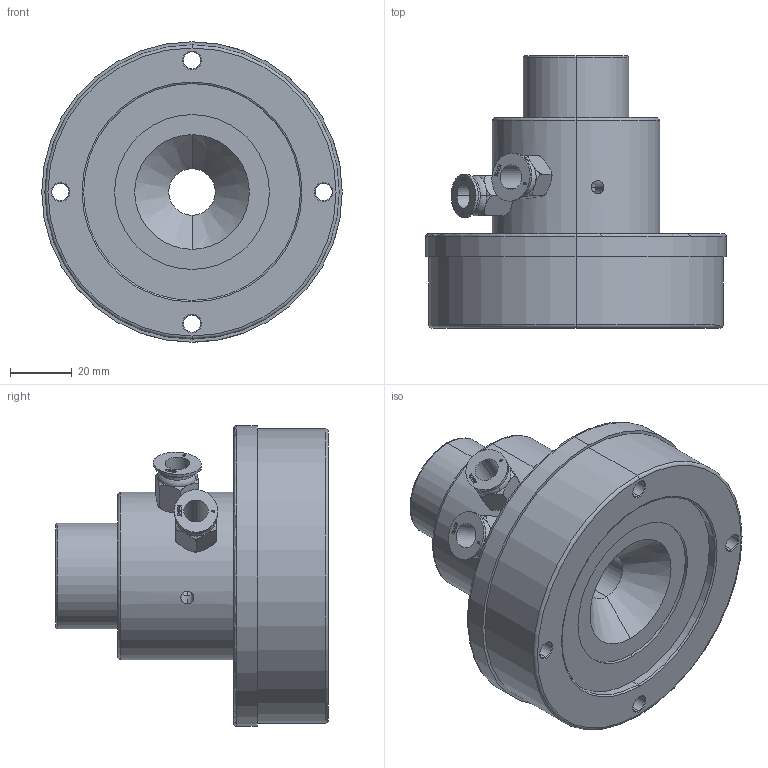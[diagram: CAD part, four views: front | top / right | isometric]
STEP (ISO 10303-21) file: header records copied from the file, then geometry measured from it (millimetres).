
FILE_DESCRIPTION (( 'STEP AP214' ), '1' );
FILE_NAME ('DAS-Y15.STEP', '2024-01-31T06:34:22', ( '' ), ( '' ), 'SwSTEP 2.0', 'SolidWorks 2023', '' );
FILE_SCHEMA (( 'AUTOMOTIVE_DESIGN' ));
Length unit declared in the file: millimetre
Products named in the file (4): DAS-Y15; DAS-Y15.STEP; 气孔接头  _1.STEP; DAS-Y15+筒夹.STEP
Assembly tree (4 placements, depth 3):
  DAS-Y15
    DAS-Y15+筒夹.STEP
      DAS-Y15.STEP
      气孔接头  _1.STEP  x2
Bounding box: 97 x 88 x 97 mm (x, y, z)
Volume: 283749.6 mm3; surface area: 43895.5 mm2
Topology: 3 solids, 3 shells, 686 faces, 1730 edges, 1105 vertices
Faces by surface type: plane 382, cylinder 121, bspline 93, cone 50, torus 40
Entity records: 28244 total; most frequent: CARTESIAN_POINT 9677, ORIENTED_EDGE 2698, DIRECTION 2360, EDGE_CURVE 1349, VERTEX_POINT 872, VECTOR 858, LINE 858, AXIS2_PLACEMENT_3D 751
